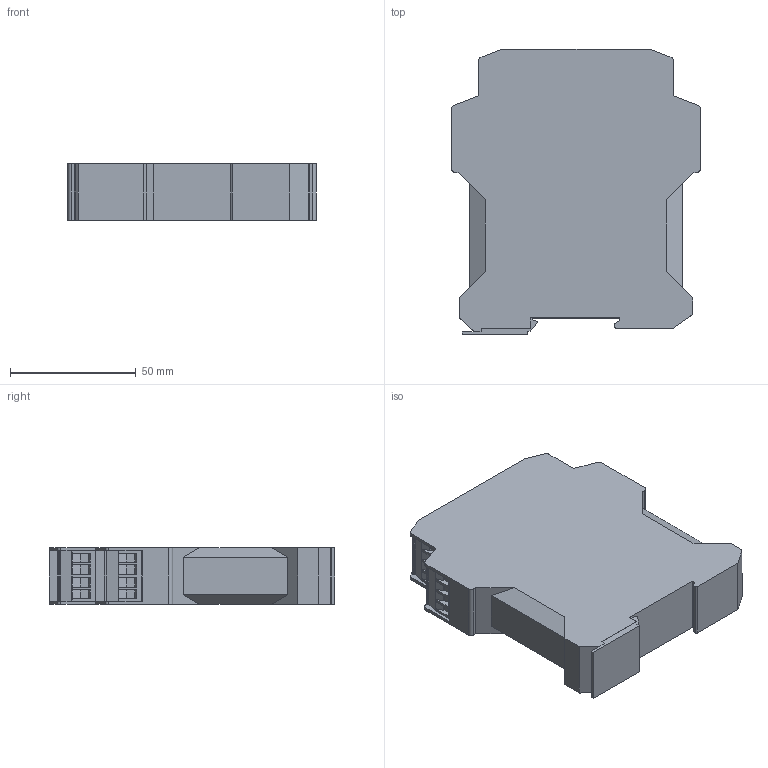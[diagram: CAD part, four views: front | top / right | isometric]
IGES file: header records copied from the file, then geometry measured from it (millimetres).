
Start section: Elysium IGES Interface
Global section: file name: 102H2744429_PSM_ME_RS485_RS485_P-select.igs; native system: Creo Elements/Direct Modeling 18.1B  29-Sep-2012; preprocessor: Creo Element/Direct IGES_3D V2.2; author: Unknown; organization: Unknown; date: 20131125.154021; units: millimetre
Bounding box: 99 x 113.6 x 22.6 mm (x, y, z)
Volume: 212572.3 mm3; surface area: 32960.2 mm2
Topology: 1 solids, 1 shells, 294 faces, 805 edges, 532 vertices
Faces by surface type: bspline 294
